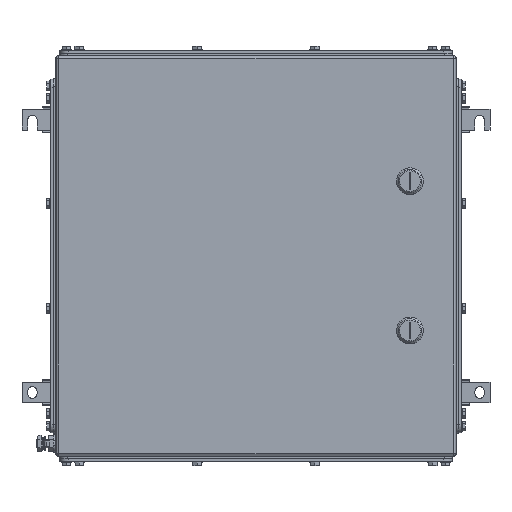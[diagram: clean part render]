
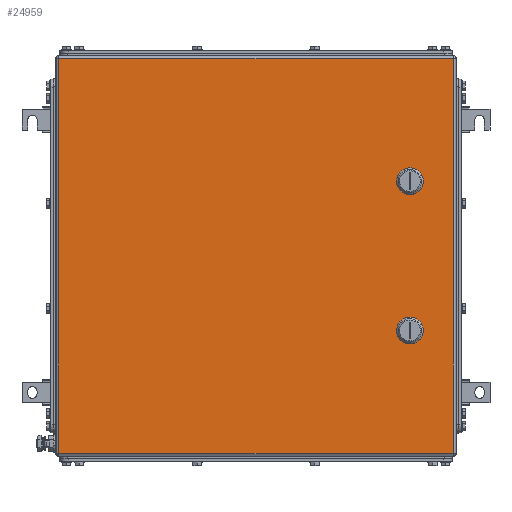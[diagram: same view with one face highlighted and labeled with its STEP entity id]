
A CAD part, top view. The second image highlights one B-rep face of the part: STEP entity #24959.
In plain terms, the highlighted planar face has unit normal (0, 0, 1).
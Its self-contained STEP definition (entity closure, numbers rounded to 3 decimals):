
#24773=AXIS2_PLACEMENT_3D('Circle Axis2P3D',#24771,#24772,$) ;
#24800=AXIS2_PLACEMENT_3D('Plane Axis2P3D',#24797,#24798,#24799) ;
#24845=AXIS2_PLACEMENT_3D('Circle Axis2P3D',#24843,#24844,$) ;
#24859=AXIS2_PLACEMENT_3D('Circle Axis2P3D',#24857,#24858,$) ;
#24873=AXIS2_PLACEMENT_3D('Circle Axis2P3D',#24871,#24872,$) ;
#24895=AXIS2_PLACEMENT_3D('Circle Axis2P3D',#24893,#24894,$) ;
#24911=AXIS2_PLACEMENT_3D('Circle Axis2P3D',#24909,#24910,$) ;
#24925=AXIS2_PLACEMENT_3D('Circle Axis2P3D',#24923,#24924,$) ;
#24939=AXIS2_PLACEMENT_3D('Circle Axis2P3D',#24937,#24938,$) ;
#24768=CARTESIAN_POINT('Vertex',(470.056,330.45,203.5)) ;
#24771=CARTESIAN_POINT('Axis2P3D Location',(465.,340.5,203.5)) ;
#24775=CARTESIAN_POINT('Vertex',(475.05,335.444,203.5)) ;
#24797=CARTESIAN_POINT('Axis2P3D Location',(280.5,251.,203.5)) ;
#24802=CARTESIAN_POINT('Line Origine',(280.5,487.5,203.5)) ;
#24806=CARTESIAN_POINT('Vertex',(517.,487.5,203.5)) ;
#24808=CARTESIAN_POINT('Vertex',(44.,487.5,203.5)) ;
#24811=CARTESIAN_POINT('Line Origine',(44.,251.,203.5)) ;
#24815=CARTESIAN_POINT('Vertex',(44.,14.5,203.5)) ;
#24818=CARTESIAN_POINT('Line Origine',(280.5,14.5,203.5)) ;
#24822=CARTESIAN_POINT('Vertex',(517.,14.5,203.5)) ;
#24825=CARTESIAN_POINT('Line Origine',(517.,251.,203.5)) ;
#24836=CARTESIAN_POINT('Line Origine',(465.,330.45,203.5)) ;
#24840=CARTESIAN_POINT('Vertex',(459.944,330.45,203.5)) ;
#24843=CARTESIAN_POINT('Axis2P3D Location',(465.,340.5,203.5)) ;
#24847=CARTESIAN_POINT('Vertex',(454.95,335.444,203.5)) ;
#24850=CARTESIAN_POINT('Line Origine',(454.95,340.5,203.5)) ;
#24854=CARTESIAN_POINT('Vertex',(454.95,345.556,203.5)) ;
#24857=CARTESIAN_POINT('Axis2P3D Location',(465.,340.5,203.5)) ;
#24861=CARTESIAN_POINT('Vertex',(459.944,350.55,203.5)) ;
#24864=CARTESIAN_POINT('Line Origine',(465.,350.55,203.5)) ;
#24868=CARTESIAN_POINT('Vertex',(470.056,350.55,203.5)) ;
#24871=CARTESIAN_POINT('Axis2P3D Location',(465.,340.5,203.5)) ;
#24875=CARTESIAN_POINT('Vertex',(475.05,345.556,203.5)) ;
#24878=CARTESIAN_POINT('Line Origine',(475.05,340.5,203.5)) ;
#24893=CARTESIAN_POINT('Axis2P3D Location',(465.,161.5,203.5)) ;
#24897=CARTESIAN_POINT('Vertex',(470.056,151.45,203.5)) ;
#24899=CARTESIAN_POINT('Vertex',(475.05,156.444,203.5)) ;
#24902=CARTESIAN_POINT('Line Origine',(465.,151.45,203.5)) ;
#24906=CARTESIAN_POINT('Vertex',(459.944,151.45,203.5)) ;
#24909=CARTESIAN_POINT('Axis2P3D Location',(465.,161.5,203.5)) ;
#24913=CARTESIAN_POINT('Vertex',(454.95,156.444,203.5)) ;
#24916=CARTESIAN_POINT('Line Origine',(454.95,161.5,203.5)) ;
#24920=CARTESIAN_POINT('Vertex',(454.95,166.556,203.5)) ;
#24923=CARTESIAN_POINT('Axis2P3D Location',(465.,161.5,203.5)) ;
#24927=CARTESIAN_POINT('Vertex',(459.944,171.55,203.5)) ;
#24930=CARTESIAN_POINT('Line Origine',(465.,171.55,203.5)) ;
#24934=CARTESIAN_POINT('Vertex',(470.056,171.55,203.5)) ;
#24937=CARTESIAN_POINT('Axis2P3D Location',(465.,161.5,203.5)) ;
#24941=CARTESIAN_POINT('Vertex',(475.05,166.556,203.5)) ;
#24944=CARTESIAN_POINT('Line Origine',(475.05,161.5,203.5)) ;
#24772=DIRECTION('Axis2P3D Direction',(0.,0.,1.)) ;
#24798=DIRECTION('Axis2P3D Direction',(0.,0.,1.)) ;
#24799=DIRECTION('Axis2P3D XDirection',(1.,0.,0.)) ;
#24803=DIRECTION('Vector Direction',(1.,0.,0.)) ;
#24812=DIRECTION('Vector Direction',(0.,-1.,0.)) ;
#24819=DIRECTION('Vector Direction',(1.,0.,0.)) ;
#24826=DIRECTION('Vector Direction',(0.,1.,0.)) ;
#24837=DIRECTION('Vector Direction',(1.,0.,0.)) ;
#24844=DIRECTION('Axis2P3D Direction',(0.,0.,1.)) ;
#24851=DIRECTION('Vector Direction',(0.,1.,0.)) ;
#24858=DIRECTION('Axis2P3D Direction',(0.,0.,1.)) ;
#24865=DIRECTION('Vector Direction',(1.,0.,0.)) ;
#24872=DIRECTION('Axis2P3D Direction',(0.,0.,1.)) ;
#24879=DIRECTION('Vector Direction',(0.,-1.,0.)) ;
#24894=DIRECTION('Axis2P3D Direction',(0.,0.,1.)) ;
#24903=DIRECTION('Vector Direction',(1.,0.,0.)) ;
#24910=DIRECTION('Axis2P3D Direction',(0.,0.,1.)) ;
#24917=DIRECTION('Vector Direction',(0.,1.,0.)) ;
#24924=DIRECTION('Axis2P3D Direction',(0.,0.,1.)) ;
#24931=DIRECTION('Vector Direction',(1.,0.,0.)) ;
#24938=DIRECTION('Axis2P3D Direction',(0.,0.,1.)) ;
#24945=DIRECTION('Vector Direction',(0.,-1.,0.)) ;
#24804=VECTOR('Line Direction',#24803,1.) ;
#24813=VECTOR('Line Direction',#24812,1.) ;
#24820=VECTOR('Line Direction',#24819,1.) ;
#24827=VECTOR('Line Direction',#24826,1.) ;
#24838=VECTOR('Line Direction',#24837,1.) ;
#24852=VECTOR('Line Direction',#24851,1.) ;
#24866=VECTOR('Line Direction',#24865,1.) ;
#24880=VECTOR('Line Direction',#24879,1.) ;
#24904=VECTOR('Line Direction',#24903,1.) ;
#24918=VECTOR('Line Direction',#24917,1.) ;
#24932=VECTOR('Line Direction',#24931,1.) ;
#24946=VECTOR('Line Direction',#24945,1.) ;
#24831=ORIENTED_EDGE('',*,*,#24810,.T.) ;
#24832=ORIENTED_EDGE('',*,*,#24817,.T.) ;
#24833=ORIENTED_EDGE('',*,*,#24824,.T.) ;
#24834=ORIENTED_EDGE('',*,*,#24829,.T.) ;
#24884=ORIENTED_EDGE('',*,*,#24842,.F.) ;
#24885=ORIENTED_EDGE('',*,*,#24849,.F.) ;
#24886=ORIENTED_EDGE('',*,*,#24856,.T.) ;
#24887=ORIENTED_EDGE('',*,*,#24863,.F.) ;
#24888=ORIENTED_EDGE('',*,*,#24870,.T.) ;
#24889=ORIENTED_EDGE('',*,*,#24877,.F.) ;
#24890=ORIENTED_EDGE('',*,*,#24882,.T.) ;
#24891=ORIENTED_EDGE('',*,*,#24777,.F.) ;
#24950=ORIENTED_EDGE('',*,*,#24901,.F.) ;
#24951=ORIENTED_EDGE('',*,*,#24908,.F.) ;
#24952=ORIENTED_EDGE('',*,*,#24915,.F.) ;
#24953=ORIENTED_EDGE('',*,*,#24922,.T.) ;
#24954=ORIENTED_EDGE('',*,*,#24929,.F.) ;
#24955=ORIENTED_EDGE('',*,*,#24936,.T.) ;
#24956=ORIENTED_EDGE('',*,*,#24943,.F.) ;
#24957=ORIENTED_EDGE('',*,*,#24948,.T.) ;
#24892=FACE_BOUND('',#24883,.T.) ;
#24958=FACE_BOUND('',#24949,.T.) ;
#24959=ADVANCED_FACE('ZUB_KTB_QL_484820_4GP_AllCATPart.2\\ZUB_DE_KTB_QL.1\\DE_KTB_MH_PART_MASTER.1\\Koerper.2',(#24835,#24892,#24958),#24801,.T.) ;
#24774=CIRCLE('generated circle',#24773,11.25) ;
#24846=CIRCLE('generated circle',#24845,11.25) ;
#24860=CIRCLE('generated circle',#24859,11.25) ;
#24874=CIRCLE('generated circle',#24873,11.25) ;
#24896=CIRCLE('generated circle',#24895,11.25) ;
#24912=CIRCLE('generated circle',#24911,11.25) ;
#24926=CIRCLE('generated circle',#24925,11.25) ;
#24940=CIRCLE('generated circle',#24939,11.25) ;
#24777=EDGE_CURVE('',#24769,#24776,#24774,.T.) ;
#24810=EDGE_CURVE('',#24807,#24809,#24805,.F.) ;
#24817=EDGE_CURVE('',#24809,#24816,#24814,.T.) ;
#24824=EDGE_CURVE('',#24816,#24823,#24821,.T.) ;
#24829=EDGE_CURVE('',#24823,#24807,#24828,.T.) ;
#24842=EDGE_CURVE('',#24841,#24769,#24839,.T.) ;
#24849=EDGE_CURVE('',#24848,#24841,#24846,.T.) ;
#24856=EDGE_CURVE('',#24848,#24855,#24853,.T.) ;
#24863=EDGE_CURVE('',#24862,#24855,#24860,.T.) ;
#24870=EDGE_CURVE('',#24862,#24869,#24867,.T.) ;
#24877=EDGE_CURVE('',#24876,#24869,#24874,.T.) ;
#24882=EDGE_CURVE('',#24876,#24776,#24881,.T.) ;
#24901=EDGE_CURVE('',#24898,#24900,#24896,.T.) ;
#24908=EDGE_CURVE('',#24907,#24898,#24905,.T.) ;
#24915=EDGE_CURVE('',#24914,#24907,#24912,.T.) ;
#24922=EDGE_CURVE('',#24914,#24921,#24919,.T.) ;
#24929=EDGE_CURVE('',#24928,#24921,#24926,.T.) ;
#24936=EDGE_CURVE('',#24928,#24935,#24933,.T.) ;
#24943=EDGE_CURVE('',#24942,#24935,#24940,.T.) ;
#24948=EDGE_CURVE('',#24942,#24900,#24947,.T.) ;
#24830=EDGE_LOOP('',(#24831,#24832,#24833,#24834)) ;
#24883=EDGE_LOOP('',(#24884,#24885,#24886,#24887,#24888,#24889,#24890,#24891)) ;
#24949=EDGE_LOOP('',(#24950,#24951,#24952,#24953,#24954,#24955,#24956,#24957)) ;
#24835=FACE_OUTER_BOUND('',#24830,.T.) ;
#24805=LINE('Line',#24802,#24804) ;
#24814=LINE('Line',#24811,#24813) ;
#24821=LINE('Line',#24818,#24820) ;
#24828=LINE('Line',#24825,#24827) ;
#24839=LINE('Line',#24836,#24838) ;
#24853=LINE('Line',#24850,#24852) ;
#24867=LINE('Line',#24864,#24866) ;
#24881=LINE('Line',#24878,#24880) ;
#24905=LINE('Line',#24902,#24904) ;
#24919=LINE('Line',#24916,#24918) ;
#24933=LINE('Line',#24930,#24932) ;
#24947=LINE('Line',#24944,#24946) ;
#24801=PLANE('',#24800) ;
#24769=VERTEX_POINT('',#24768) ;
#24776=VERTEX_POINT('',#24775) ;
#24807=VERTEX_POINT('',#24806) ;
#24809=VERTEX_POINT('',#24808) ;
#24816=VERTEX_POINT('',#24815) ;
#24823=VERTEX_POINT('',#24822) ;
#24841=VERTEX_POINT('',#24840) ;
#24848=VERTEX_POINT('',#24847) ;
#24855=VERTEX_POINT('',#24854) ;
#24862=VERTEX_POINT('',#24861) ;
#24869=VERTEX_POINT('',#24868) ;
#24876=VERTEX_POINT('',#24875) ;
#24898=VERTEX_POINT('',#24897) ;
#24900=VERTEX_POINT('',#24899) ;
#24907=VERTEX_POINT('',#24906) ;
#24914=VERTEX_POINT('',#24913) ;
#24921=VERTEX_POINT('',#24920) ;
#24928=VERTEX_POINT('',#24927) ;
#24935=VERTEX_POINT('',#24934) ;
#24942=VERTEX_POINT('',#24941) ;
